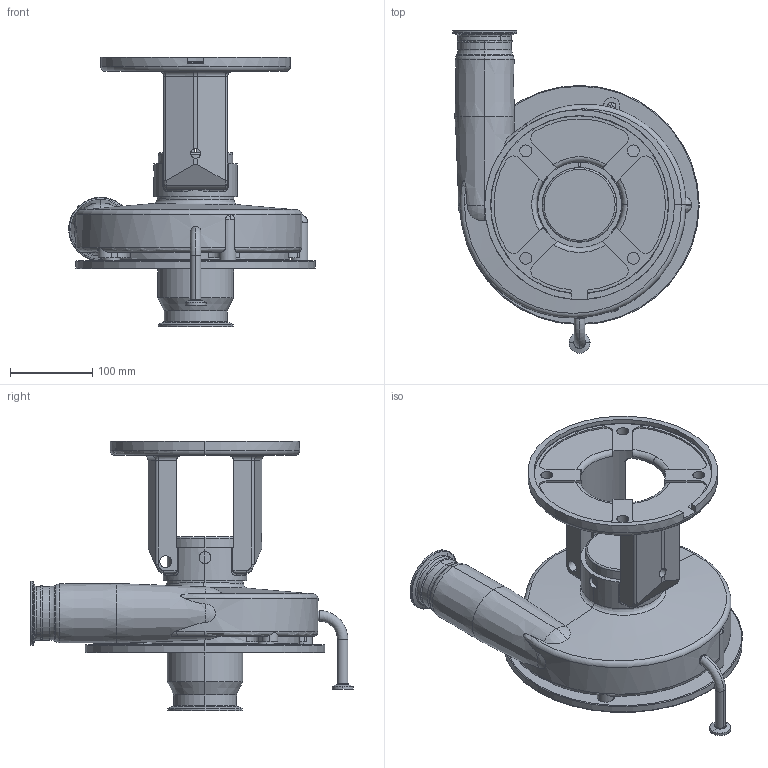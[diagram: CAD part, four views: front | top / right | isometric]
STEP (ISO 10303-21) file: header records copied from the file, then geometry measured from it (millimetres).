
FILE_DESCRIPTION (( 'STEP AP214' ), '1' );
FILE_NAME ('FPR 3541-3542 180-250TC VERT 1-2 IN ELBOW FRONT DRAIN.STEP', '2022-12-22T19:24:30', ( '' ), ( '' ), 'SwSTEP 2.0', 'SolidWorks 2021', '' );
FILE_SCHEMA (( 'AUTOMOTIVE_DESIGN' ));
Length unit declared in the file: millimetre
Products named in the file (1): FPR 3541-3542 180-250TC VERT 1-2 IN ELBOW FRONT DRAIN
Bounding box: 298.7 x 390.9 x 326.5 mm (x, y, z)
Volume: 4704007.4 mm3; surface area: 558586 mm2
Topology: 1 solids, 2 shells, 411 faces, 1084 edges, 664 vertices
Faces by surface type: cylinder 161, torus 85, plane 80, cone 43, bspline 33, sphere 9
Entity records: 17249 total; most frequent: CARTESIAN_POINT 7194, DIRECTION 2159, ORIENTED_EDGE 2148, EDGE_CURVE 1074, AXIS2_PLACEMENT_3D 905, VERTEX_POINT 664, CIRCLE 526, EDGE_LOOP 442
